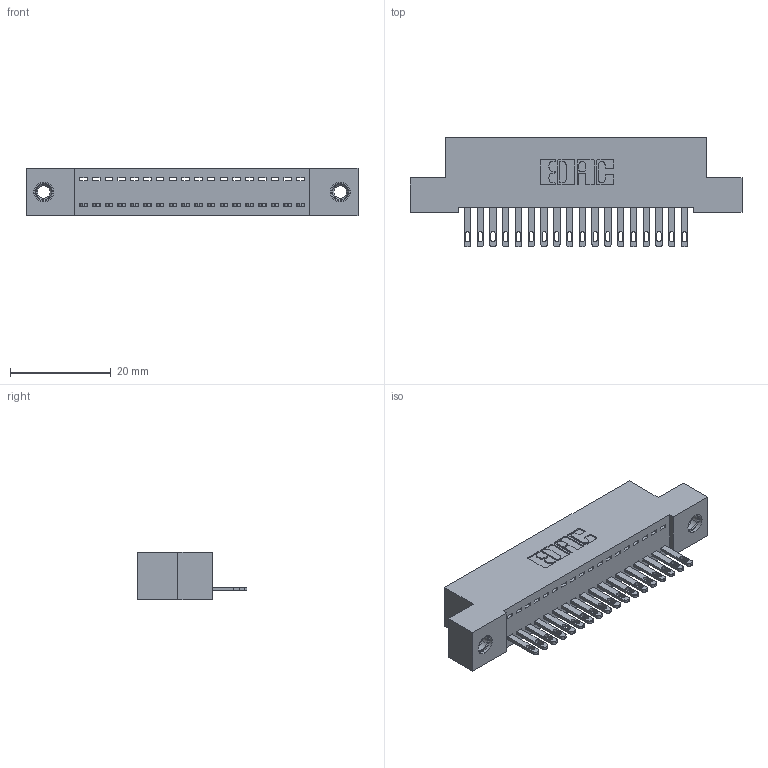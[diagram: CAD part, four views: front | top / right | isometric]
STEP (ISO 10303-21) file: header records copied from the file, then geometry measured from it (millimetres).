
FILE_DESCRIPTION (( 'STEP AP203' ), '1' );
FILE_NAME ('892-018-500-107.STEP', '2020-09-21T13:40:29', ( '' ), ( '' ), 'SwSTEP 2.0', 'SolidWorks 2020', '' );
FILE_SCHEMA (( 'CONFIG_CONTROL_DESIGN' ));
Length unit declared in the file: inch
Products named in the file (4): 842 Part_TI; 345-250-001_345-250-005-103; 345-292-001_345-293-100; 892-018-500-107
Assembly tree (21 placements, depth 2):
  892-018-500-107
    842 Part_TI
    345-292-001_345-293-100  x18
    345-250-001_345-250-005-103  x2
Bounding box: 66.04 x 21.85 x 9.4 mm (x, y, z)
Volume: 5700.4 mm3; surface area: 7990.4 mm2
Topology: 21 solids, 21 shells, 1142 faces, 3459 edges, 2298 vertices
Faces by surface type: plane 746, cylinder 380, cone 12, torus 4
Entity records: 15092 total; most frequent: CARTESIAN_POINT 2587, ORIENTED_EDGE 2534, DIRECTION 2265, EDGE_CURVE 1267, VECTOR 1115, LINE 1115, VERTEX_POINT 840, AXIS2_PLACEMENT_3D 575
